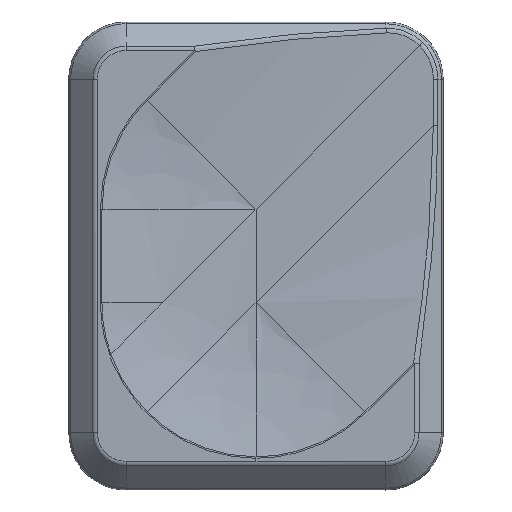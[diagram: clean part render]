
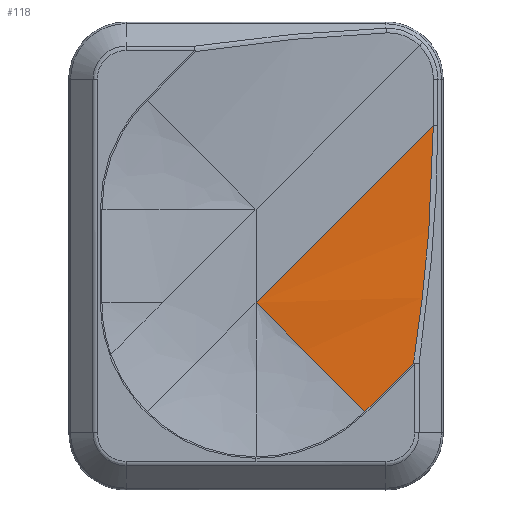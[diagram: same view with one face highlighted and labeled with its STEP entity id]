
A CAD part, top view. The second image highlights one B-rep face of the part: STEP entity #118.
In plain terms, the highlighted free-form (B-spline) face has degree [2, 1] with [3, 2] control points.
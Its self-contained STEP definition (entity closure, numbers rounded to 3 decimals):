
#118=ADVANCED_FACE('',(#221),#1504,.T.);
#221=FACE_OUTER_BOUND('',#327,.T.);
#327=EDGE_LOOP('',(#784,#785,#786,#787));
#784=ORIENTED_EDGE('',*,*,#1027,.F.);
#785=ORIENTED_EDGE('',*,*,#823,.T.);
#786=ORIENTED_EDGE('',*,*,#1026,.T.);
#787=ORIENTED_EDGE('',*,*,#798,.F.);
#798=EDGE_CURVE('',#1267,#1276,#1146,.T.);
#823=EDGE_CURVE('',#1289,#1287,#1169,.T.);
#1026=EDGE_CURVE('',#1287,#1276,#1261,.T.);
#1027=EDGE_CURVE('',#1289,#1267,#1262,.T.);
#1146=(
BOUNDED_CURVE()
B_SPLINE_CURVE(3,(#2267,#2268,#2269,#2270,#2271),.UNSPECIFIED.,.F.,.F.)
B_SPLINE_CURVE_WITH_KNOTS((4,1,4),(-10.792,-5.396,
0.775),.UNSPECIFIED.)
CURVE()
GEOMETRIC_REPRESENTATION_ITEM()
RATIONAL_B_SPLINE_CURVE((1.,1.,1.,1.,
1.))
REPRESENTATION_ITEM('')
);
#1169=(
BOUNDED_CURVE()
B_SPLINE_CURVE(2,(#2353,#2354,#2355),.UNSPECIFIED.,.F.,.F.)
B_SPLINE_CURVE_WITH_KNOTS((3,3),(-7.517,-0.092),
 .UNSPECIFIED.)
CURVE()
GEOMETRIC_REPRESENTATION_ITEM()
RATIONAL_B_SPLINE_CURVE((1.,1.,1.))
REPRESENTATION_ITEM('')
);
#1261=(
BOUNDED_CURVE()
B_SPLINE_CURVE(1,(#2998,#2999),.UNSPECIFIED.,.F.,.F.)
B_SPLINE_CURVE_WITH_KNOTS((2,2),(0.,3.306),.UNSPECIFIED.)
CURVE()
GEOMETRIC_REPRESENTATION_ITEM()
RATIONAL_B_SPLINE_CURVE((1.,1.))
REPRESENTATION_ITEM('')
);
#1262=(
BOUNDED_CURVE()
B_SPLINE_CURVE(1,(#3000,#3001),.UNSPECIFIED.,.F.,.F.)
B_SPLINE_CURVE_WITH_KNOTS((2,2),(0.,12.057),.UNSPECIFIED.)
CURVE()
GEOMETRIC_REPRESENTATION_ITEM()
RATIONAL_B_SPLINE_CURVE((1.,1.))
REPRESENTATION_ITEM('')
);
#1267=VERTEX_POINT('',#2132);
#1276=VERTEX_POINT('',#2141);
#1287=VERTEX_POINT('',#2152);
#1289=VERTEX_POINT('',#2154);
#1504=(
BOUNDED_SURFACE()
B_SPLINE_SURFACE(2,1,((#2123,#2124),(#2125,#2126),(#2127,#2128)),
 .UNSPECIFIED.,.F.,.F.,.F.)
B_SPLINE_SURFACE_WITH_KNOTS((3,3),(2,2),(-7.517,-0.092),
(0.,18.062),.UNSPECIFIED.)
GEOMETRIC_REPRESENTATION_ITEM()
RATIONAL_B_SPLINE_SURFACE(((0.854,0.854),(0.854,
0.854),(0.854,0.854)))
REPRESENTATION_ITEM('')
SURFACE()
);
#2123=CARTESIAN_POINT('',(174.226,2.853,8.55));
#2124=CARTESIAN_POINT('',(186.998,15.625,8.55));
#2125=CARTESIAN_POINT('',(176.845,0.233,8.55));
#2126=CARTESIAN_POINT('',(189.617,13.005,8.55));
#2127=CARTESIAN_POINT('',(179.465,-2.386,9.442));
#2128=CARTESIAN_POINT('',(192.237,10.386,9.442));
#2132=CARTESIAN_POINT('',(182.752,11.378,8.55));
#2141=CARTESIAN_POINT('',(181.802,-0.049,9.442));
#2152=CARTESIAN_POINT('',(179.465,-2.386,9.442));
#2154=CARTESIAN_POINT('',(174.226,2.853,8.55));
#2267=CARTESIAN_POINT('',(182.752,11.378,8.55));
#2268=CARTESIAN_POINT('',(182.743,9.588,8.55));
#2269=CARTESIAN_POINT('',(182.559,5.752,8.715));
#2270=CARTESIAN_POINT('',(182.103,1.958,9.151));
#2271=CARTESIAN_POINT('',(181.802,-0.049,9.442));
#2353=CARTESIAN_POINT('',(174.226,2.853,8.55));
#2354=CARTESIAN_POINT('',(176.845,0.233,8.55));
#2355=CARTESIAN_POINT('',(179.465,-2.386,9.442));
#2998=CARTESIAN_POINT('',(179.465,-2.386,9.442));
#2999=CARTESIAN_POINT('',(181.802,-0.049,9.442));
#3000=CARTESIAN_POINT('',(174.226,2.853,8.55));
#3001=CARTESIAN_POINT('',(182.752,11.378,8.55));
